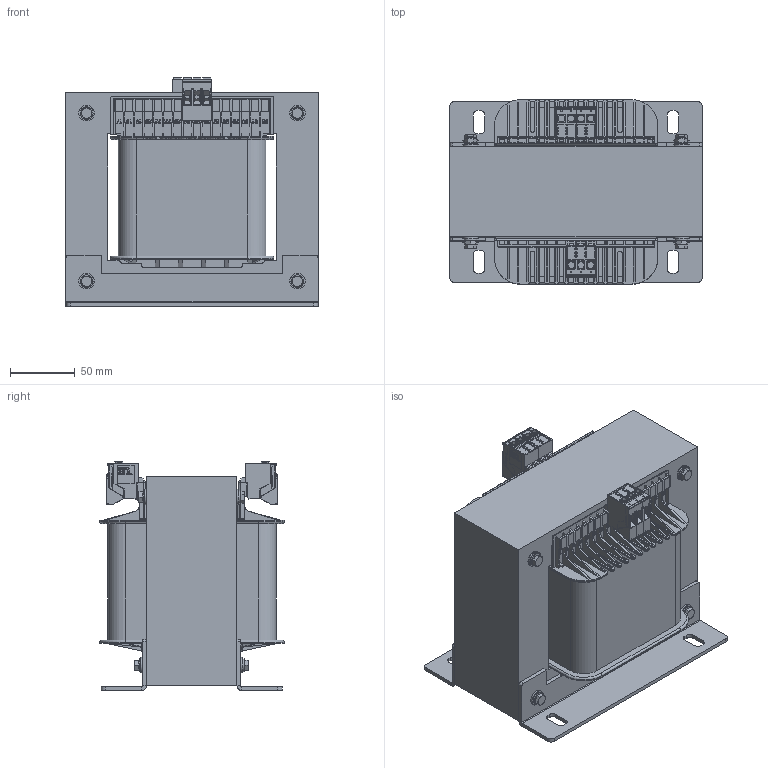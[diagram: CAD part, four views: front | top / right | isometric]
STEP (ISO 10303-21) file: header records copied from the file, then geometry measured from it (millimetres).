
FILE_DESCRIPTION(/* description */ (''),/* implementation_level */ '2;1');
FILE_NAME(/* name */ 'TF042203200.stp',/* time_stamp */ '2022-10-20T09:13:40+02:00',/* author */ ('velazquez'),/* organization */ (''),/* preprocessor_version */ 'ST-DEVELOPER v19.2',/* originating_system */ 'Autodesk Inventor 2023',/* authorisation */ '');
FILE_SCHEMA (('AUTOMOTIVE_DESIGN { 1 0 10303 214 3 1 1 }'));
Products named in the file (11): TF042203200; EI195 x 162 - 70 (Rc65); 195; EI192_70_AK_25379_8_Wz837 rojo; centrador M5; DIN 125 - A 5,3; DIN 933 - M5  x 80; DIN 933 - M5  x 85; DIN 934 - M5; 1227_TKS_4_3_F NARANJA; 1226_TKS_4_2_F
Assembly tree (31 placements, depth 2):
  TF042203200
    EI195 x 162 - 70 (Rc65)
    195  x2
    EI192_70_AK_25379_8_Wz837 rojo
    centrador M5  x8
    DIN 125 - A 5,3  x8
    DIN 933 - M5  x 80  x2
    DIN 933 - M5  x 85  x2
    DIN 934 - M5  x4
    1227_TKS_4_3_F NARANJA
    1226_TKS_4_2_F  x2
Bounding box: 195 x 142.6 x 177 mm (x, y, z)
Volume: 2005972.2 mm3; surface area: 410049.4 mm2
Topology: 31 solids, 32 shells, 7917 faces, 22061 edges, 14340 vertices
Faces by surface type: plane 5566, bspline 1138, cylinder 951, torus 202, cone 48, sphere 12
Full cylindrical faces by diameter (mm): 4.134 x4, 4.567 x4, 5 x14, 5.3 x8, 5.9 x8, 6.7 x4, 9.9 x4, 10 x8, 11 x4, 12 x8
Entity records: 206210 total; most frequent: CARTESIAN_POINT 49000, ORIENTED_EDGE 34028, DIRECTION 26836, EDGE_CURVE 17022, LINE 13170, VECTOR 13170, VERTEX_POINT 11073, AXIS2_PLACEMENT_3D 6833
